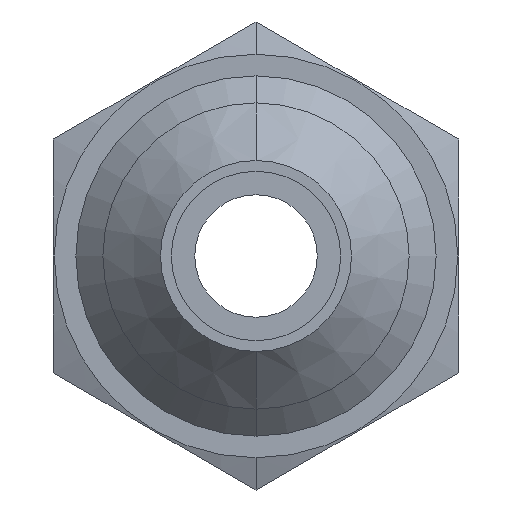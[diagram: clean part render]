
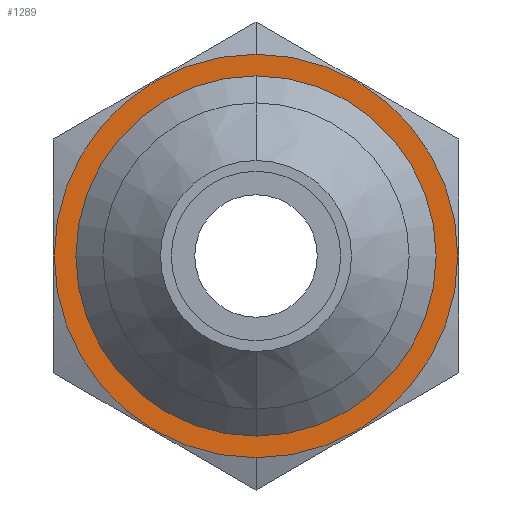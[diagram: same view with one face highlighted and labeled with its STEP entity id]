
A CAD part, front view. The second image highlights one B-rep face of the part: STEP entity #1289.
In plain terms, the highlighted planar face has unit normal (0, -1, 0).
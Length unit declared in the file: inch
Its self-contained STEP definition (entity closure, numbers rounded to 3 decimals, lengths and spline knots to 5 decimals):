
#434=CARTESIAN_POINT('',(0.,0.57,0.));
#435=DIRECTION('',(0.,-1.,0.));
#436=DIRECTION('',(0.,0.,1.));
#437=AXIS2_PLACEMENT_3D('',#434,#435,#436);
#442=CARTESIAN_POINT('',(0.,0.57,0.));
#443=DIRECTION('',(0.,1.,0.));
#444=DIRECTION('',(0.,0.,1.));
#445=AXIS2_PLACEMENT_3D('',#442,#443,#444);
#450=CARTESIAN_POINT('',(0.,0.57,0.));
#451=DIRECTION('',(0.,-1.,0.));
#452=DIRECTION('',(0.,0.,1.));
#453=AXIS2_PLACEMENT_3D('',#450,#451,#452);
#458=CARTESIAN_POINT('',(0.,0.57,0.));
#459=DIRECTION('',(0.,-1.,0.));
#460=DIRECTION('',(0.,0.,-1.));
#461=AXIS2_PLACEMENT_3D('',#458,#459,#460);
#904=CARTESIAN_POINT('',(0.,0.57,0.28));
#905=CARTESIAN_POINT('',(0.,0.57,-0.28));
#906=VERTEX_POINT('',#904);
#907=VERTEX_POINT('',#905);
#915=CARTESIAN_POINT('',(0.,0.57,0.2125));
#917=VERTEX_POINT('',#915);
#919=CARTESIAN_POINT('',(0.,0.57,-0.2125));
#921=VERTEX_POINT('',#919);
#1273=CARTESIAN_POINT('',(0.,0.57,0.));
#1274=DIRECTION('',(0.,1.,0.));
#1275=DIRECTION('',(0.,0.,1.));
#1276=AXIS2_PLACEMENT_3D('',#1273,#1274,#1275);
#1277=PLANE('',#1276);
#1279=ORIENTED_EDGE('',*,*,#1278,.F.);
#1280=ORIENTED_EDGE('',*,*,#1259,.F.);
#1281=EDGE_LOOP('',(#1279,#1280));
#1282=FACE_OUTER_BOUND('',#1281,.F.);
#1284=ORIENTED_EDGE('',*,*,#1283,.T.);
#1286=ORIENTED_EDGE('',*,*,#1285,.F.);
#1287=EDGE_LOOP('',(#1284,#1286));
#1288=FACE_BOUND('',#1287,.F.);
#1289=ADVANCED_FACE('',(#1282,#1288),#1277,.F.);
#438=CIRCLE('',#437,0.2125);
#446=CIRCLE('',#445,0.2125);
#454=CIRCLE('',#453,0.28);
#462=CIRCLE('',#461,0.28);
#1259=EDGE_CURVE('',#907,#906,#462,.T.);
#1278=EDGE_CURVE('',#906,#907,#454,.T.);
#1283=EDGE_CURVE('',#917,#921,#438,.T.);
#1285=EDGE_CURVE('',#917,#921,#446,.T.);
